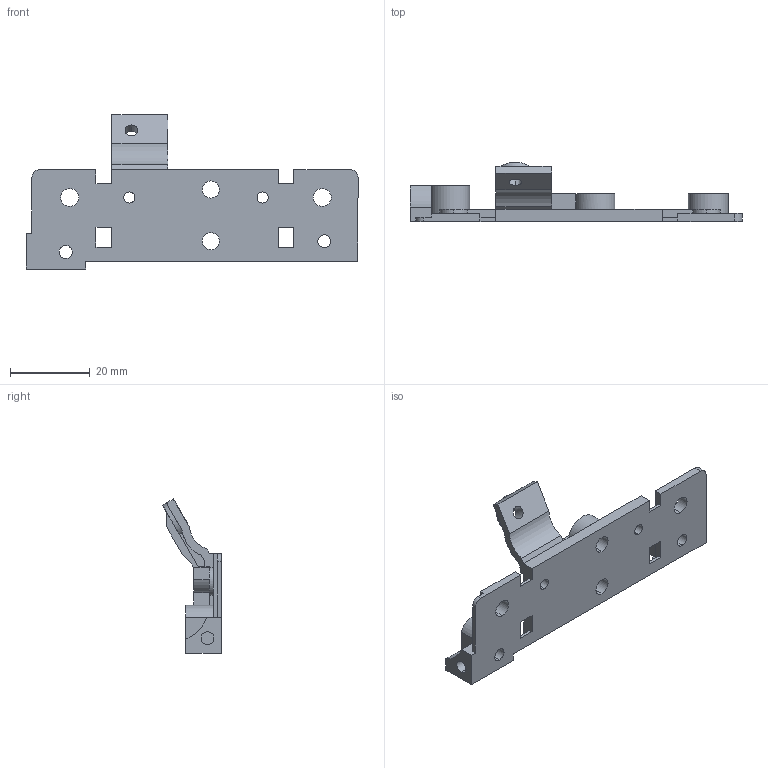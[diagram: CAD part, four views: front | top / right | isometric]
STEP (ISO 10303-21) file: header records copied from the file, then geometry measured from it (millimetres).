
FILE_DESCRIPTION (( 'STEP AP214' ), '1' );
FILE_NAME ('苂え鍼踢蟀諉璃.STEP', '2024-07-13T07:56:11', ( '' ), ( '' ), 'SwSTEP 2.0', 'SolidWorks 2023', '' );
FILE_SCHEMA (( 'AUTOMOTIVE_DESIGN' ));
Length unit declared in the file: millimetre
Products named in the file (1): 吐片钣金连接件
Bounding box: 83.5 x 14.8 x 38.76 mm (x, y, z)
Volume: 6938.4 mm3; surface area: 6681.4 mm2
Topology: 1 solids, 1 shells, 132 faces, 384 edges, 253 vertices
Faces by surface type: plane 86, cylinder 46
Entity records: 4424 total; most frequent: CARTESIAN_POINT 778, ORIENTED_EDGE 768, DIRECTION 745, EDGE_CURVE 384, VECTOR 285, LINE 285, VERTEX_POINT 253, AXIS2_PLACEMENT_3D 230
